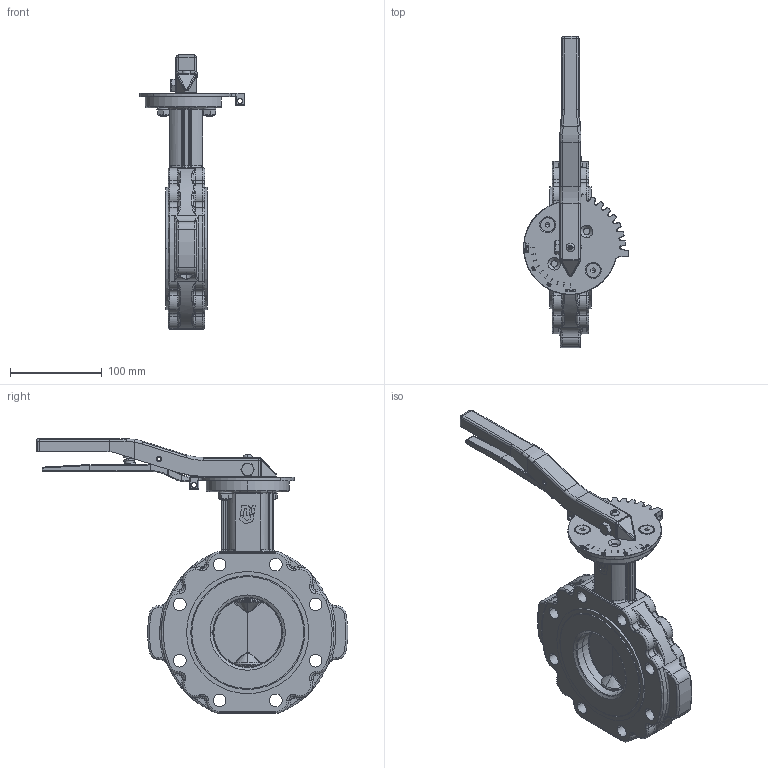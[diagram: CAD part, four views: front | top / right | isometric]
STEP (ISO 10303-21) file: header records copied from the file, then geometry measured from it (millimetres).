
FILE_DESCRIPTION(('HOOPS Exchange Step'),'2;1');
FILE_NAME('AK10_DN80_PN10-16_Handhebel.stp','2025-10-06T10:03:47+02:00',('nieru'),('Unknown organisation'),'HOOPS Exchange 2024.2','HOOPS Exchange','Unknown authorisation');
FILE_SCHEMA( ('AP203_CONFIGURATION_CONTROLLED_3D_DESIGN_OF_MECHANICAL_PARTS_AND_ASSEMBLIES_MIM_LF') );
Length unit declared in the file: millimetre
Products named in the file (3): 0; root
Assembly tree (2 placements, depth 3):
  root
    0
      0
Bounding box: 113.84 x 338.77 x 298.91 mm (x, y, z)
Volume: 1229604.2 mm3; surface area: 196095.6 mm2
Topology: 2 solids, 2 shells, 1653 faces, 4218 edges, 2537 vertices
Faces by surface type: cylinder 567, plane 400, torus 290, bspline 270, cone 93, sphere 33
Entity records: 105589 total; most frequent: CARTESIAN_POINT 70241, ORIENTED_EDGE 8238, DIRECTION 5937, EDGE_CURVE 4119, VERTEX_POINT 2537, AXIS2_PLACEMENT_3D 2275, EDGE_LOOP 1766, FACE_BOUND 1766
